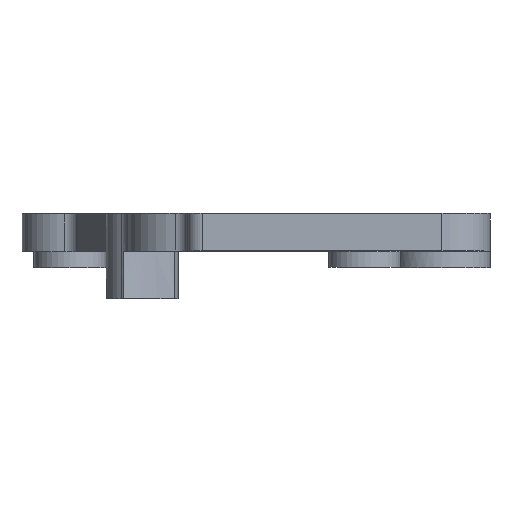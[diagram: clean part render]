
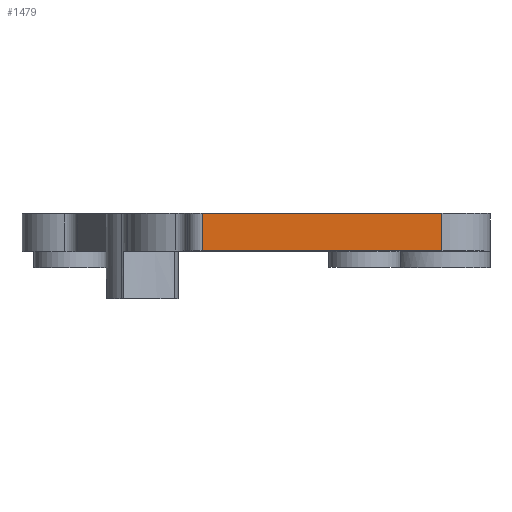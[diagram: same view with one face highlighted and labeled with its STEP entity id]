
A CAD part, top view. The second image highlights one B-rep face of the part: STEP entity #1479.
In plain terms, the highlighted planar face has unit normal (0, 0, 1).
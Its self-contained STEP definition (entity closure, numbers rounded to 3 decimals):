
#50=PLANE('',#1580);
#78=FACE_OUTER_BOUND('',#156,.T.);
#156=EDGE_LOOP('',(#982,#983,#984,#985));
#261=LINE('',#2333,#367);
#262=LINE('',#2335,#368);
#263=LINE('',#2337,#369);
#264=LINE('',#2338,#370);
#367=VECTOR('',#1812,10.);
#368=VECTOR('',#1813,10.);
#369=VECTOR('',#1814,10.);
#370=VECTOR('',#1815,1.25);
#600=VERTEX_POINT('',#2331);
#601=VERTEX_POINT('',#2332);
#602=VERTEX_POINT('',#2334);
#603=VERTEX_POINT('',#2336);
#753=EDGE_CURVE('',#600,#601,#261,.T.);
#754=EDGE_CURVE('',#602,#601,#262,.T.);
#755=EDGE_CURVE('',#603,#602,#263,.T.);
#756=EDGE_CURVE('',#600,#603,#264,.T.);
#982=ORIENTED_EDGE('',*,*,#753,.T.);
#983=ORIENTED_EDGE('',*,*,#754,.F.);
#984=ORIENTED_EDGE('',*,*,#755,.F.);
#985=ORIENTED_EDGE('',*,*,#756,.F.);
#1479=ADVANCED_FACE('',(#78),#50,.T.);
#1580=AXIS2_PLACEMENT_3D('',#2330,#1810,#1811);
#1810=DIRECTION('center_axis',(0.,0.,1.));
#1811=DIRECTION('ref_axis',(-1.,0.,0.));
#1812=DIRECTION('',(1.,0.,0.));
#1813=DIRECTION('',(0.,-1.,0.));
#1814=DIRECTION('',(1.,0.,0.));
#1815=DIRECTION('',(0.,1.,0.));
#2330=CARTESIAN_POINT('Origin',(29.,-5.3,11.2));
#2331=CARTESIAN_POINT('',(9.042,-8.45,11.2));
#2332=CARTESIAN_POINT('',(29.,-8.45,11.2));
#2333=CARTESIAN_POINT('',(27.539,-8.45,11.2));
#2334=CARTESIAN_POINT('',(29.,-5.3,11.2));
#2335=CARTESIAN_POINT('',(29.,-5.8,11.2));
#2336=CARTESIAN_POINT('',(9.042,-5.3,11.2));
#2337=CARTESIAN_POINT('',(7.795,-5.3,11.2));
#2338=CARTESIAN_POINT('',(9.042,-5.3,11.2));
